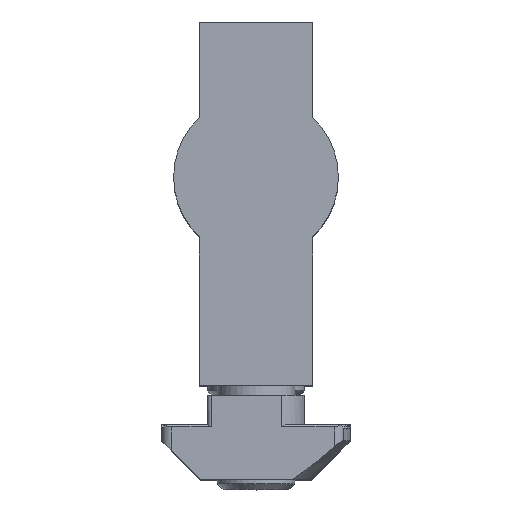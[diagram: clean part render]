
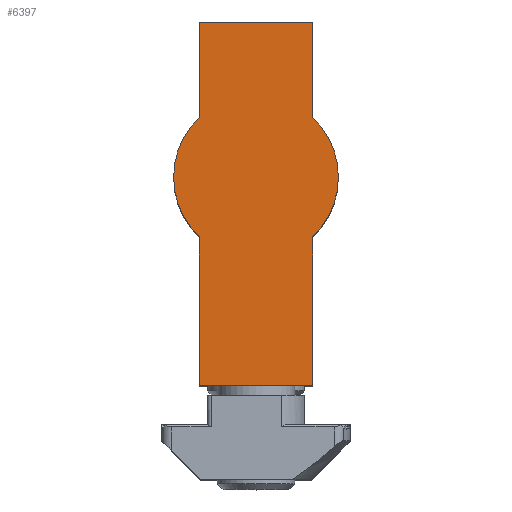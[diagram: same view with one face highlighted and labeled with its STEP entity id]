
A CAD part, top view. The second image highlights one B-rep face of the part: STEP entity #6397.
In plain terms, the highlighted planar face has unit normal (0, 0, 1).
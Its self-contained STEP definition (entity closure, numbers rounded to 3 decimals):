
#6149=DIRECTION('',(0.,-1.,0.));
#6150=VECTOR('',#6149,9.833);
#6151=CARTESIAN_POINT('',(-5.85,16.,1.4));
#6152=LINE('',#6151,#6150);
#6156=DIRECTION('',(-1.,0.,0.));
#6157=VECTOR('',#6156,11.7);
#6158=CARTESIAN_POINT('',(5.85,16.,1.4));
#6159=LINE('',#6158,#6157);
#6163=DIRECTION('',(0.,1.,0.));
#6164=VECTOR('',#6163,9.833);
#6165=CARTESIAN_POINT('',(5.85,6.167,1.4));
#6166=LINE('',#6165,#6164);
#6170=CARTESIAN_POINT('',(0.,0.,1.4));
#6171=DIRECTION('',(0.,0.,1.));
#6172=DIRECTION('',(0.688,-0.725,0.));
#6173=AXIS2_PLACEMENT_3D('',#6170,#6171,#6172);
#6178=DIRECTION('',(0.,1.,0.));
#6179=VECTOR('',#6178,15.333);
#6180=CARTESIAN_POINT('',(5.85,-21.5,1.4));
#6181=LINE('',#6180,#6179);
#6185=DIRECTION('',(1.,0.,0.));
#6186=VECTOR('',#6185,11.7);
#6187=CARTESIAN_POINT('',(-5.85,-21.5,1.4));
#6188=LINE('',#6187,#6186);
#6192=DIRECTION('',(0.,-1.,0.));
#6193=VECTOR('',#6192,15.333);
#6194=CARTESIAN_POINT('',(-5.85,-6.167,1.4));
#6195=LINE('',#6194,#6193);
#6199=CARTESIAN_POINT('',(0.,0.,1.4));
#6200=DIRECTION('',(0.,0.,1.));
#6201=DIRECTION('',(-0.688,0.725,0.));
#6202=AXIS2_PLACEMENT_3D('',#6199,#6200,#6201);
#6223=CARTESIAN_POINT('',(-5.85,16.,1.4));
#6224=CARTESIAN_POINT('',(-5.85,6.167,1.4));
#6225=VERTEX_POINT('',#6223);
#6226=VERTEX_POINT('',#6224);
#6227=CARTESIAN_POINT('',(-5.85,-6.167,1.4));
#6228=VERTEX_POINT('',#6227);
#6229=CARTESIAN_POINT('',(-5.85,-21.5,1.4));
#6230=VERTEX_POINT('',#6229);
#6231=CARTESIAN_POINT('',(5.85,-21.5,1.4));
#6232=VERTEX_POINT('',#6231);
#6233=CARTESIAN_POINT('',(5.85,-6.167,1.4));
#6234=VERTEX_POINT('',#6233);
#6235=CARTESIAN_POINT('',(5.85,6.167,1.4));
#6236=VERTEX_POINT('',#6235);
#6237=CARTESIAN_POINT('',(5.85,16.,1.4));
#6238=VERTEX_POINT('',#6237);
#6382=CARTESIAN_POINT('',(0.,0.,1.4));
#6383=DIRECTION('',(0.,0.,1.));
#6384=DIRECTION('',(1.,0.,0.));
#6385=AXIS2_PLACEMENT_3D('',#6382,#6383,#6384);
#6386=PLANE('',#6385);
#6387=ORIENTED_EDGE('',*,*,#6278,.F.);
#6388=ORIENTED_EDGE('',*,*,#6293,.F.);
#6389=ORIENTED_EDGE('',*,*,#6307,.F.);
#6390=ORIENTED_EDGE('',*,*,#6321,.F.);
#6391=ORIENTED_EDGE('',*,*,#6335,.F.);
#6392=ORIENTED_EDGE('',*,*,#6349,.F.);
#6393=ORIENTED_EDGE('',*,*,#6363,.F.);
#6394=ORIENTED_EDGE('',*,*,#6376,.F.);
#6395=EDGE_LOOP('',(#6387,#6388,#6389,#6390,#6391,#6392,#6393,#6394));
#6396=FACE_OUTER_BOUND('',#6395,.F.);
#6174=CIRCLE('',#6173,8.5);
#6203=CIRCLE('',#6202,8.5);
#6278=EDGE_CURVE('',#6225,#6226,#6152,.T.);
#6293=EDGE_CURVE('',#6238,#6225,#6159,.T.);
#6307=EDGE_CURVE('',#6236,#6238,#6166,.T.);
#6321=EDGE_CURVE('',#6234,#6236,#6174,.T.);
#6335=EDGE_CURVE('',#6232,#6234,#6181,.T.);
#6349=EDGE_CURVE('',#6230,#6232,#6188,.T.);
#6363=EDGE_CURVE('',#6228,#6230,#6195,.T.);
#6376=EDGE_CURVE('',#6226,#6228,#6203,.T.);
#6397=ADVANCED_FACE('',(#6396),#6386,.T.);
